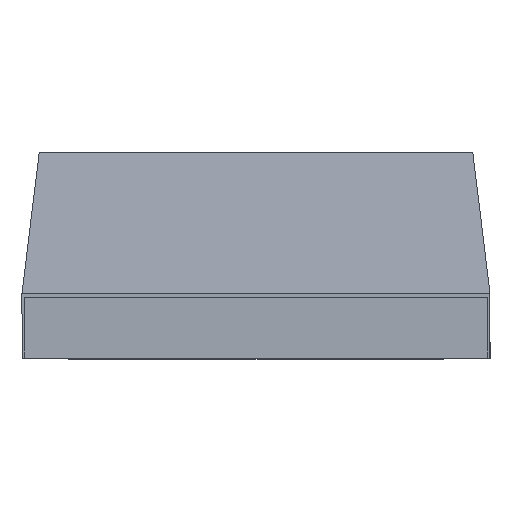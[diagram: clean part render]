
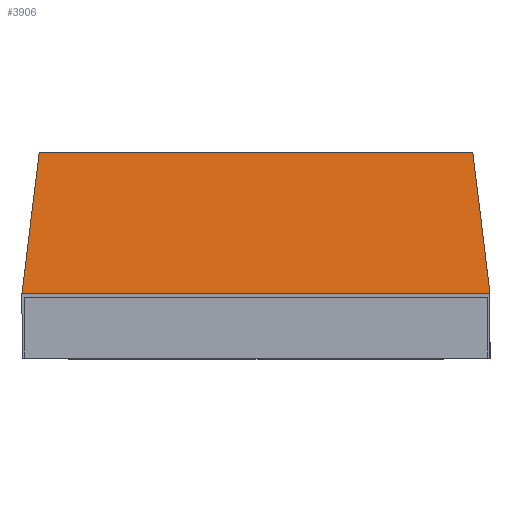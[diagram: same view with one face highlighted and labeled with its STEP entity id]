
A CAD part, top view. The second image highlights one B-rep face of the part: STEP entity #3906.
In plain terms, the highlighted planar face has unit normal (0, 0.122, 0.993).
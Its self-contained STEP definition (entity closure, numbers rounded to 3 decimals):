
#10 = DIRECTION ( 'NONE',  ( -1., 0., 0. ) ) ;
#52 = ORIENTED_EDGE ( 'NONE', *, *, #3444, .T. ) ;
#121 = DIRECTION ( 'NONE',  ( -0.121, -0.985, 0.121 ) ) ;
#142 = VERTEX_POINT ( 'NONE', #5922 ) ;
#231 = DIRECTION ( 'NONE',  ( -0.121, 0.985, -0.121 ) ) ;
#559 = LINE ( 'NONE', #6864, #915 ) ;
#732 = CARTESIAN_POINT ( 'NONE',  ( 0., 1.4, 15.95 ) ) ;
#847 = CARTESIAN_POINT ( 'NONE',  ( -4.632, 4.4, 15.582 ) ) ;
#913 = AXIS2_PLACEMENT_3D ( 'NONE', #4412, #3694, #2989 ) ;
#915 = VECTOR ( 'NONE', #6155, 1000. ) ;
#946 = CARTESIAN_POINT ( 'NONE',  ( 5., 1.4, 15.95 ) ) ;
#1175 = ORIENTED_EDGE ( 'NONE', *, *, #4952, .F. ) ;
#1463 = LINE ( 'NONE', #732, #5988 ) ;
#1569 = LINE ( 'NONE', #847, #5717 ) ;
#1683 = LINE ( 'NONE', #946, #3166 ) ;
#1762 = EDGE_CURVE ( 'NONE', #2891, #3540, #1569, .T. ) ;
#2031 = CARTESIAN_POINT ( 'NONE',  ( 4.632, 4.4, 15.582 ) ) ;
#2594 = CARTESIAN_POINT ( 'NONE',  ( -5., 1.4, 15.95 ) ) ;
#2825 = CARTESIAN_POINT ( 'NONE',  ( -4.632, 4.4, 15.582 ) ) ;
#2891 = VERTEX_POINT ( 'NONE', #2825 ) ;
#2989 = DIRECTION ( 'NONE',  ( 0., 0.993, -0.122 ) ) ;
#3166 = VECTOR ( 'NONE', #231, 1000. ) ;
#3444 = EDGE_CURVE ( 'NONE', #142, #6396, #1683, .T. ) ;
#3540 = VERTEX_POINT ( 'NONE', #2594 ) ;
#3694 = DIRECTION ( 'NONE',  ( 0., -0.122, -0.993 ) ) ;
#3906 = ADVANCED_FACE ( 'NONE', ( #5388 ), #5138, .F. ) ;
#3918 = EDGE_LOOP ( 'NONE', ( #6215, #1175, #52, #5704 ) ) ;
#4412 = CARTESIAN_POINT ( 'NONE',  ( -11.737, 4.4, 15.582 ) ) ;
#4813 = EDGE_CURVE ( 'NONE', #2891, #6396, #559, .T. ) ;
#4952 = EDGE_CURVE ( 'NONE', #142, #3540, #1463, .T. ) ;
#5138 = PLANE ( 'NONE',  #913 ) ;
#5388 = FACE_OUTER_BOUND ( 'NONE', #3918, .T. ) ;
#5704 = ORIENTED_EDGE ( 'NONE', *, *, #4813, .F. ) ;
#5717 = VECTOR ( 'NONE', #121, 1000. ) ;
#5922 = CARTESIAN_POINT ( 'NONE',  ( 5., 1.4, 15.95 ) ) ;
#5988 = VECTOR ( 'NONE', #10, 1000. ) ;
#6155 = DIRECTION ( 'NONE',  ( 1., 0., 0. ) ) ;
#6215 = ORIENTED_EDGE ( 'NONE', *, *, #1762, .T. ) ;
#6396 = VERTEX_POINT ( 'NONE', #2031 ) ;
#6864 = CARTESIAN_POINT ( 'NONE',  ( -11.737, 4.4, 15.582 ) ) ;
